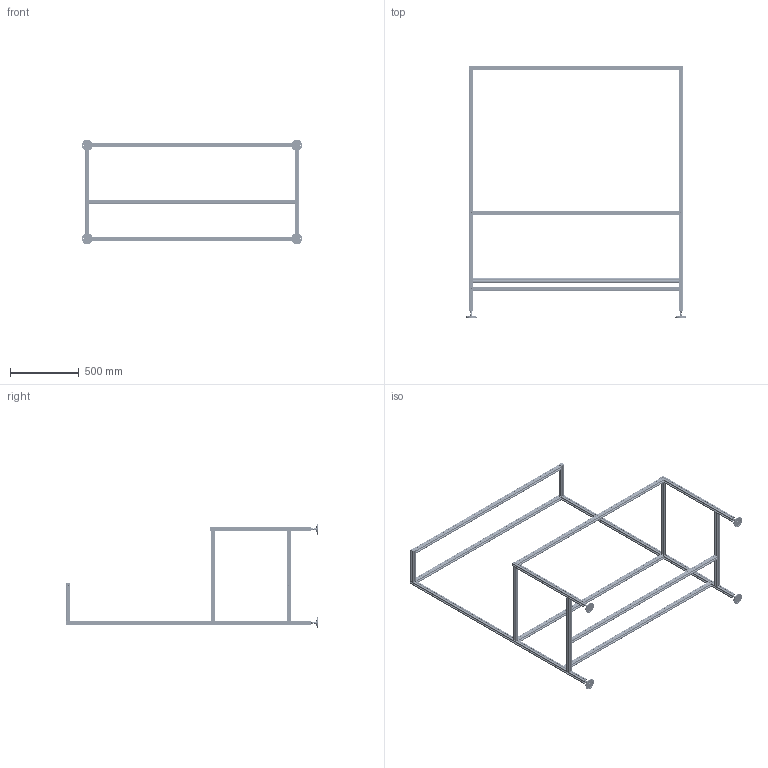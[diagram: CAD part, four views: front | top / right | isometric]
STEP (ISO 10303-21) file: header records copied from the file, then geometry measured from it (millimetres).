
FILE_DESCRIPTION (( 'STEP AP203' ), '1' );
FILE_NAME ('AL-2 Ðàáî÷èé ñòîë áîëüøîé.STEP', '2025-04-17T06:43:08', ( '' ), ( '' ), 'SwSTEP 2.0', 'SolidWorks 2021', '' );
FILE_SCHEMA (( 'CONFIG_CONTROL_DESIGN' ));
Length unit declared in the file: millimetre
Products named in the file (12): AL-2-PS-3030.001 橡铘桦黖-03; AL-2-PS-3030.001 橡铘桦黖-02; AL-2-PS-3030.001 橡铘桦黖-04; AL-1Y12.A42A.01 Øïèëüêà ê îïîðå Ì8õ80; AL-340.010BA.01 Îïîðà D80 ñ ïðîòèâîñêîëüçÿùåé âñòàâêîé; hex nut gradec_din_Hexagon Nut ISO 4034 - M8 - N; AL-2-PS-3030.001 Ïðîôèëü; socket button head screw_iso_ISO 7380 - M8 x 25 - 25S; AL-2-PS-3030.001 橡铘桦黖-05; AL-2 Ðàáî÷èé ñòîë áîëüøîé; AL-375.0200A.01 Çàãëóøêà òîðöåâàÿ 30õ30; AL-2-PS-3030.001 橡铘桦黖-01
Assembly tree (57 placements, depth 2):
  AL-2 Ðàáî÷èé ñòîë áîëüøîé
    AL-340.010BA.01 Îïîðà D80 ñ ïðîòèâîñêîëüçÿùåé âñòàâêîé  x4
    AL-1Y12.A42A.01 Øïèëüêà ê îïîðå Ì8õ80  x4
    AL-2-PS-3030.001 Ïðîôèëü  x2
    AL-2-PS-3030.001 橡铘桦黖-01  x2
    AL-2-PS-3030.001 橡铘桦黖-02  x2
    AL-2-PS-3030.001 橡铘桦黖-03  x2
    AL-2-PS-3030.001 橡铘桦黖-04  x6
    AL-2-PS-3030.001 橡铘桦黖-05  x2
    hex nut gradec_din_Hexagon Nut ISO 4034 - M8 - N  x5
    socket button head screw_iso_ISO 7380 - M8 x 25 - 25S  x22
    AL-375.0200A.01 Çàãëóøêà òîðöåâàÿ 30õ30  x6
Bounding box: 1599 x 1834.2 x 759 mm (x, y, z)
Volume: 5592543.7 mm3; surface area: 5775498.7 mm2
Topology: 57 solids, 57 shells, 7314 faces, 20272 edges, 13026 vertices
Faces by surface type: cylinder 2802, plane 2442, cone 1832, torus 100, bspline 78, sphere 60
Entity records: 60904 total; most frequent: CARTESIAN_POINT 13855, ORIENTED_EDGE 9792, DIRECTION 9126, EDGE_CURVE 4896, VERTEX_POINT 3227, AXIS2_PLACEMENT_3D 3148, LINE 2830, VECTOR 2830
